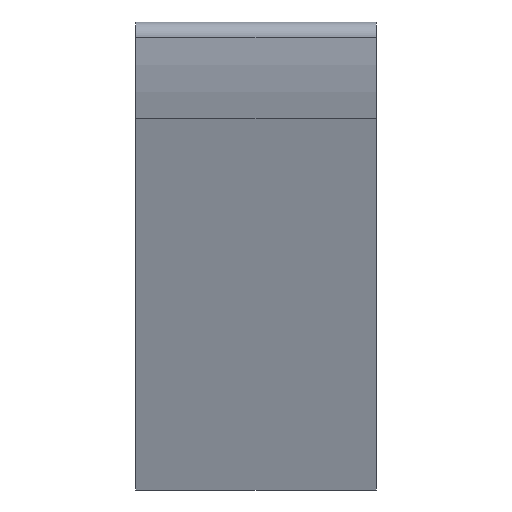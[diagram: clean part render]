
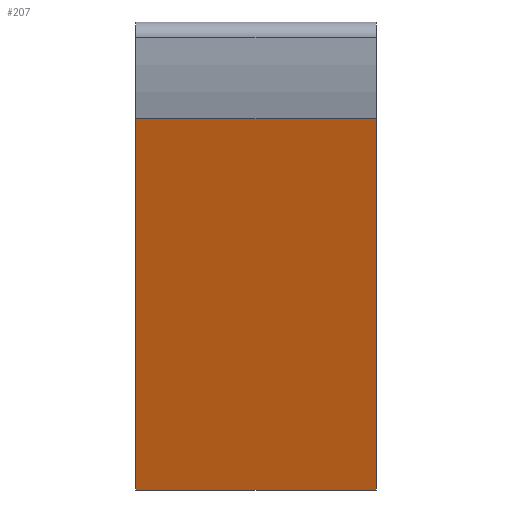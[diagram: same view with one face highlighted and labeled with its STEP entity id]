
A CAD part, front view. The second image highlights one B-rep face of the part: STEP entity #207.
In plain terms, the highlighted planar face has unit normal (0, -0.961, -0.276).
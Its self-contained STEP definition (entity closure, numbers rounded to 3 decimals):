
#36=FACE_OUTER_BOUND('',#48,.T.);
#48=EDGE_LOOP('',(#142,#143,#144,#145));
#60=LINE('',#333,#76);
#61=LINE('',#335,#77);
#62=LINE('',#337,#78);
#63=LINE('',#338,#79);
#76=VECTOR('',#263,10.);
#77=VECTOR('',#264,10.);
#78=VECTOR('',#265,10.);
#79=VECTOR('',#266,10.);
#92=VERTEX_POINT('',#331);
#93=VERTEX_POINT('',#332);
#94=VERTEX_POINT('',#334);
#95=VERTEX_POINT('',#336);
#112=EDGE_CURVE('',#92,#93,#60,.T.);
#113=EDGE_CURVE('',#94,#92,#61,.T.);
#114=EDGE_CURVE('',#95,#94,#62,.T.);
#115=EDGE_CURVE('',#93,#95,#63,.T.);
#142=ORIENTED_EDGE('',*,*,#112,.F.);
#143=ORIENTED_EDGE('',*,*,#113,.F.);
#144=ORIENTED_EDGE('',*,*,#114,.F.);
#145=ORIENTED_EDGE('',*,*,#115,.F.);
#202=PLANE('',#233);
#207=ADVANCED_FACE('',(#36),#202,.T.);
#233=AXIS2_PLACEMENT_3D('',#330,#261,#262);
#261=DIRECTION('center_axis',(0.,-0.961,-0.276));
#262=DIRECTION('ref_axis',(0.,-0.276,0.961));
#263=DIRECTION('',(0.,0.276,-0.961));
#264=DIRECTION('',(1.,0.,0.));
#265=DIRECTION('',(0.,-0.276,0.961));
#266=DIRECTION('',(-1.,0.,0.));
#330=CARTESIAN_POINT('Origin',(25.,-38.442,0.));
#331=CARTESIAN_POINT('',(25.,-56.222,61.833));
#332=CARTESIAN_POINT('',(25.,-38.442,0.));
#333=CARTESIAN_POINT('',(25.,-59.595,73.564));
#334=CARTESIAN_POINT('',(-15.,-56.222,61.833));
#335=CARTESIAN_POINT('',(0.,-56.222,61.833));
#336=CARTESIAN_POINT('',(-15.,-38.442,0.));
#337=CARTESIAN_POINT('',(-15.,-59.595,73.564));
#338=CARTESIAN_POINT('',(0.,-38.442,0.));
